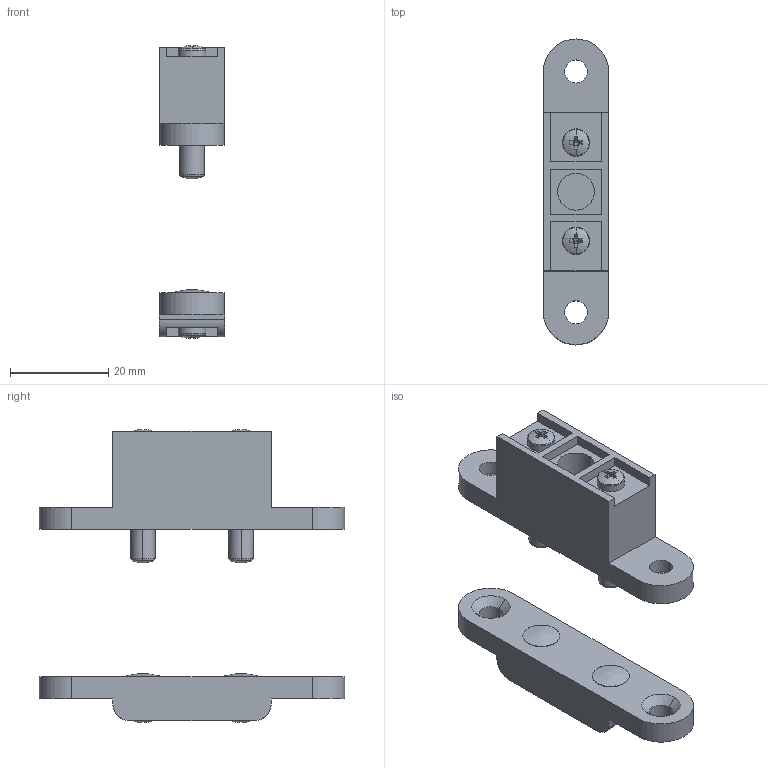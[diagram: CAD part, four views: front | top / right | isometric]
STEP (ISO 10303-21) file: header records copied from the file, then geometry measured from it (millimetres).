
FILE_DESCRIPTION (( 'STEP AP214' ), '1' );
FILE_NAME ('TC2.STEP', '2021-07-30T08:56:39', ( '' ), ( '' ), 'SwSTEP 2.0', 'SolidWorks 2020', '' );
FILE_SCHEMA (( 'AUTOMOTIVE_DESIGN' ));
Length unit declared in the file: millimetre
Products named in the file (4): ISO 7045 - M3 x 5 - Z - 5S_ISO 7045 - M3 x 5 - Z - 5S; TC2-2; TC2; TC2-1
Assembly tree (6 placements, depth 2):
  TC2
    TC2-1
    TC2-2
    ISO 7045 - M3 x 5 - Z - 5S_ISO 7045 - M3 x 5 - Z - 5S  x4
Bounding box: 13.25 x 62.25 x 59.71 mm (x, y, z)
Volume: 13804.3 mm3; surface area: 7893.1 mm2
Topology: 6 solids, 6 shells, 479 faces, 1208 edges, 740 vertices
Faces by surface type: cone 204, plane 131, cylinder 112, torus 16, bspline 8, sphere 8
Entity records: 8393 total; most frequent: CARTESIAN_POINT 2390, DIRECTION 1083, ORIENTED_EDGE 980, EDGE_CURVE 490, AXIS2_PLACEMENT_3D 421, VERTEX_POINT 308, VECTOR 241, LINE 241
